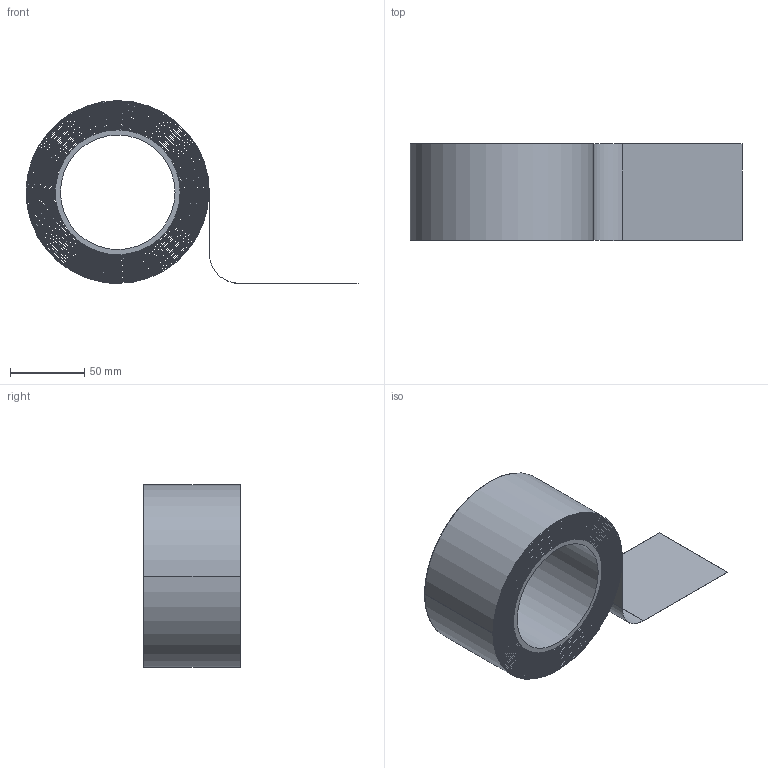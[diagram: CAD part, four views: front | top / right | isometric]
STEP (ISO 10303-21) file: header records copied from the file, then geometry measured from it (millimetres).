
FILE_DESCRIPTION(/* description */ ('Unknown'),/* implementation_level */ '2;1');
FILE_NAME(/* name */ '353120',/* time_stamp */ '2025-08-15T09:50:35+08:00',/* author */ ('Unknown'),/* organization */ ('Unknown'),/* preprocessor_version */ 'ST-DEVELOPER v19.4',/* originating_system */ 'Solid Edge',/* authorisation */ 'Unknown');
FILE_SCHEMA (('AUTOMOTIVE_DESIGN {1 0 10303 214 3 1 1}'));
Products named in the file (7): 353120; Acrylic_adhesive; 2Nanocrystallinelayers; Release Film; PET; Rolle; Release Film_B
Assembly tree (6 placements, depth 2):
  353120
    Acrylic_adhesive
    2Nanocrystallinelayers
    Release Film
    PET
    Rolle
    Release Film_B
Bounding box: 223.12 x 65 x 122.88 mm (x, y, z)
Volume: 141851.6 mm3; surface area: 10598349.2 mm2
Topology: 6 solids, 6 shells, 1044 faces, 3096 edges, 2064 vertices
Faces by surface type: cylinder 512, bspline 490, plane 42
Full cylindrical faces by diameter (mm): 77 x1, 83.98 x1
Entity records: 65766 total; most frequent: CARTESIAN_POINT 40019, ORIENTED_EDGE 6188, DIRECTION 4260, EDGE_CURVE 3094, VERTEX_POINT 2064, AXIS2_PLACEMENT_3D 1585, LINE 1090, VECTOR 1090
